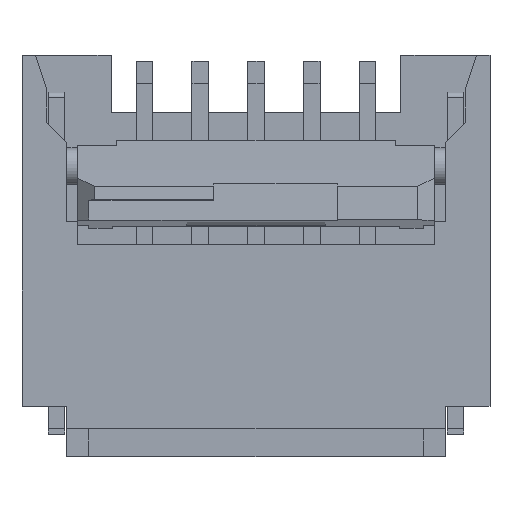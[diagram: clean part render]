
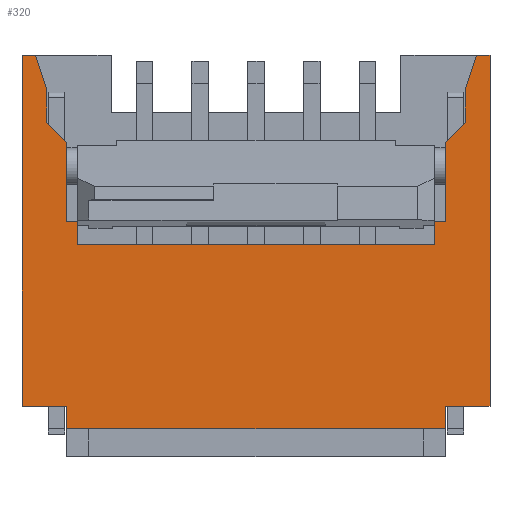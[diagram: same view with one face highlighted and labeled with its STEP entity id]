
A CAD part, top view. The second image highlights one B-rep face of the part: STEP entity #320.
In plain terms, the highlighted planar face has unit normal (0, 0, 1).
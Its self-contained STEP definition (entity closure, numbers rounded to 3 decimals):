
#320=ADVANCED_FACE('',(#904),#605,.T.);
#605=PLANE('',#6541);
#904=FACE_OUTER_BOUND('',#1215,.T.);
#1215=EDGE_LOOP('',(#2226,#2227,#2228,#2229,#2230,#2231,#2232,#2233,#2234,
#2235,#2236,#2237,#2238,#2239,#2240,#2241,#2242,#2243,#2244,#2245,#2246,
#2247));
#2226=ORIENTED_EDGE('',*,*,#4208,.F.);
#2227=ORIENTED_EDGE('',*,*,#4209,.F.);
#2228=ORIENTED_EDGE('',*,*,#4210,.F.);
#2229=ORIENTED_EDGE('',*,*,#4211,.F.);
#2230=ORIENTED_EDGE('',*,*,#4212,.F.);
#2231=ORIENTED_EDGE('',*,*,#4151,.F.);
#2232=ORIENTED_EDGE('',*,*,#4213,.T.);
#2233=ORIENTED_EDGE('',*,*,#3780,.T.);
#2234=ORIENTED_EDGE('',*,*,#3833,.T.);
#2235=ORIENTED_EDGE('',*,*,#4120,.T.);
#2236=ORIENTED_EDGE('',*,*,#4134,.F.);
#2237=ORIENTED_EDGE('',*,*,#4214,.F.);
#2238=ORIENTED_EDGE('',*,*,#4215,.F.);
#2239=ORIENTED_EDGE('',*,*,#4146,.F.);
#2240=ORIENTED_EDGE('',*,*,#4190,.F.);
#2241=ORIENTED_EDGE('',*,*,#4194,.F.);
#2242=ORIENTED_EDGE('',*,*,#4197,.F.);
#2243=ORIENTED_EDGE('',*,*,#4200,.F.);
#2244=ORIENTED_EDGE('',*,*,#4202,.F.);
#2245=ORIENTED_EDGE('',*,*,#4207,.T.);
#2246=ORIENTED_EDGE('',*,*,#4216,.F.);
#2247=ORIENTED_EDGE('',*,*,#4217,.T.);
#3181=VERTEX_POINT('',#8539);
#3182=VERTEX_POINT('',#8541);
#3221=VERTEX_POINT('',#8645);
#3419=VERTEX_POINT('',#9229);
#3425=VERTEX_POINT('',#9253);
#3435=VERTEX_POINT('',#9278);
#3436=VERTEX_POINT('',#9280);
#3439=VERTEX_POINT('',#9288);
#3440=VERTEX_POINT('',#9290);
#3468=VERTEX_POINT('',#9366);
#3470=VERTEX_POINT('',#9373);
#3472=VERTEX_POINT('',#9379);
#3474=VERTEX_POINT('',#9385);
#3476=VERTEX_POINT('',#9391);
#3479=VERTEX_POINT('',#9399);
#3480=VERTEX_POINT('',#9403);
#3481=VERTEX_POINT('',#9404);
#3482=VERTEX_POINT('',#9406);
#3483=VERTEX_POINT('',#9408);
#3484=VERTEX_POINT('',#9410);
#3485=VERTEX_POINT('',#9414);
#3486=VERTEX_POINT('',#9417);
#3780=EDGE_CURVE('',#3182,#3181,#4739,.T.);
#3833=EDGE_CURVE('',#3181,#3221,#4791,.T.);
#4120=EDGE_CURVE('',#3221,#3419,#5056,.T.);
#4134=EDGE_CURVE('',#3425,#3419,#5070,.T.);
#4146=EDGE_CURVE('',#3435,#3436,#5082,.T.);
#4151=EDGE_CURVE('',#3439,#3440,#5087,.T.);
#4190=EDGE_CURVE('',#3468,#3435,#5116,.T.);
#4194=EDGE_CURVE('',#3470,#3468,#5120,.T.);
#4197=EDGE_CURVE('',#3472,#3470,#5123,.T.);
#4200=EDGE_CURVE('',#3474,#3472,#5126,.T.);
#4202=EDGE_CURVE('',#3476,#3474,#5128,.T.);
#4207=EDGE_CURVE('',#3476,#3479,#5133,.T.);
#4208=EDGE_CURVE('',#3480,#3481,#5134,.T.);
#4209=EDGE_CURVE('',#3482,#3480,#5135,.T.);
#4210=EDGE_CURVE('',#3483,#3482,#5136,.T.);
#4211=EDGE_CURVE('',#3484,#3483,#5137,.T.);
#4212=EDGE_CURVE('',#3440,#3484,#5138,.T.);
#4213=EDGE_CURVE('',#3439,#3182,#5139,.T.);
#4214=EDGE_CURVE('',#3485,#3425,#5140,.T.);
#4215=EDGE_CURVE('',#3436,#3485,#5141,.T.);
#4216=EDGE_CURVE('',#3486,#3479,#5142,.T.);
#4217=EDGE_CURVE('',#3486,#3481,#5143,.T.);
#4739=LINE('',#8540,#5572);
#4791=LINE('',#8646,#5624);
#5056=LINE('',#9230,#5889);
#5070=LINE('',#9254,#5903);
#5082=LINE('',#9279,#5915);
#5087=LINE('',#9289,#5920);
#5116=LINE('',#9368,#5949);
#5120=LINE('',#9375,#5953);
#5123=LINE('',#9381,#5956);
#5126=LINE('',#9387,#5959);
#5128=LINE('',#9390,#5961);
#5133=LINE('',#9400,#5966);
#5134=LINE('',#9402,#5967);
#5135=LINE('',#9405,#5968);
#5136=LINE('',#9407,#5969);
#5137=LINE('',#9409,#5970);
#5138=LINE('',#9411,#5971);
#5139=LINE('',#9412,#5972);
#5140=LINE('',#9413,#5973);
#5141=LINE('',#9415,#5974);
#5142=LINE('',#9416,#5975);
#5143=LINE('',#9418,#5976);
#5572=VECTOR('',#6935,1.);
#5624=VECTOR('',#7015,1.);
#5889=VECTOR('',#7522,1.);
#5903=VECTOR('',#7544,1.);
#5915=VECTOR('',#7562,1.);
#5920=VECTOR('',#7569,1.);
#5949=VECTOR('',#7638,1.);
#5953=VECTOR('',#7644,1.);
#5956=VECTOR('',#7649,1.);
#5959=VECTOR('',#7654,1.);
#5961=VECTOR('',#7658,1.);
#5966=VECTOR('',#7665,1.);
#5967=VECTOR('',#7668,1.);
#5968=VECTOR('',#7669,1.);
#5969=VECTOR('',#7670,1.);
#5970=VECTOR('',#7671,1.);
#5971=VECTOR('',#7672,1.);
#5972=VECTOR('',#7673,1.);
#5973=VECTOR('',#7674,1.);
#5974=VECTOR('',#7675,1.);
#5975=VECTOR('',#7676,1.);
#5976=VECTOR('',#7677,1.);
#6541=AXIS2_PLACEMENT_3D('',#9419,#7678,#7679);
#6935=DIRECTION('',(1.,0.,0.));
#7015=DIRECTION('',(0.,-1.,0.));
#7522=DIRECTION('',(1.,0.,0.));
#7544=DIRECTION('',(0.,-1.,0.));
#7562=DIRECTION('',(1.,0.,0.));
#7569=DIRECTION('',(1.,0.,0.));
#7638=DIRECTION('',(0.316,0.949,0.));
#7644=DIRECTION('',(0.,1.,0.));
#7649=DIRECTION('',(0.707,0.707,0.));
#7654=DIRECTION('',(0.,1.,0.));
#7658=DIRECTION('',(1.,0.,0.));
#7665=DIRECTION('',(0.,-1.,0.));
#7668=DIRECTION('',(1.,0.,0.));
#7669=DIRECTION('',(0.,-1.,0.));
#7670=DIRECTION('',(0.707,-0.707,0.));
#7671=DIRECTION('',(0.,-1.,0.));
#7672=DIRECTION('',(0.316,-0.949,0.));
#7673=DIRECTION('',(0.,-1.,0.));
#7674=DIRECTION('',(-1.,0.,0.));
#7675=DIRECTION('',(0.,-1.,0.));
#7676=DIRECTION('',(1.,0.,0.));
#7677=DIRECTION('',(0.,1.,0.));
#7678=DIRECTION('',(0.,0.,1.));
#7679=DIRECTION('',(0.,-1.,0.));
#8539=CARTESIAN_POINT('',(0.4,-3.15,0.96));
#8540=CARTESIAN_POINT('',(0.,-3.15,0.96));
#8541=CARTESIAN_POINT('',(0.,-3.15,0.96));
#8645=CARTESIAN_POINT('',(0.4,-3.35,0.96));
#8646=CARTESIAN_POINT('',(0.4,-3.15,0.96));
#9229=CARTESIAN_POINT('',(3.8,-3.35,0.96));
#9230=CARTESIAN_POINT('',(0.4,-3.35,0.96));
#9253=CARTESIAN_POINT('',(3.8,-3.15,0.96));
#9254=CARTESIAN_POINT('',(3.8,-3.15,0.96));
#9278=CARTESIAN_POINT('',(4.08,0.,0.96));
#9279=CARTESIAN_POINT('',(4.08,0.,0.96));
#9280=CARTESIAN_POINT('',(4.2,0.,0.96));
#9288=CARTESIAN_POINT('',(0.,0.,0.96));
#9289=CARTESIAN_POINT('',(0.,0.,0.96));
#9290=CARTESIAN_POINT('',(0.12,0.,0.96));
#9366=CARTESIAN_POINT('',(3.98,-0.3,0.96));
#9368=CARTESIAN_POINT('',(3.98,-0.3,0.96));
#9373=CARTESIAN_POINT('',(3.98,-0.6,0.96));
#9375=CARTESIAN_POINT('',(3.98,-0.6,0.96));
#9379=CARTESIAN_POINT('',(3.8,-0.78,0.96));
#9381=CARTESIAN_POINT('',(3.8,-0.78,0.96));
#9385=CARTESIAN_POINT('',(3.8,-1.49,0.96));
#9387=CARTESIAN_POINT('',(3.8,-1.49,0.96));
#9390=CARTESIAN_POINT('',(3.7,-1.49,0.96));
#9391=CARTESIAN_POINT('',(3.7,-1.49,0.96));
#9399=CARTESIAN_POINT('',(3.7,-1.7,0.96));
#9400=CARTESIAN_POINT('',(3.7,-1.49,0.96));
#9402=CARTESIAN_POINT('',(0.4,-1.49,0.96));
#9403=CARTESIAN_POINT('',(0.4,-1.49,0.96));
#9404=CARTESIAN_POINT('',(0.5,-1.49,0.96));
#9405=CARTESIAN_POINT('',(0.4,-0.78,0.96));
#9406=CARTESIAN_POINT('',(0.4,-0.78,0.96));
#9407=CARTESIAN_POINT('',(0.22,-0.6,0.96));
#9408=CARTESIAN_POINT('',(0.22,-0.6,0.96));
#9409=CARTESIAN_POINT('',(0.22,-0.3,0.96));
#9410=CARTESIAN_POINT('',(0.22,-0.3,0.96));
#9411=CARTESIAN_POINT('',(0.12,0.,0.96));
#9412=CARTESIAN_POINT('',(0.,0.,0.96));
#9413=CARTESIAN_POINT('',(4.2,-3.15,0.96));
#9414=CARTESIAN_POINT('',(4.2,-3.15,0.96));
#9415=CARTESIAN_POINT('',(4.2,0.,0.96));
#9416=CARTESIAN_POINT('',(0.5,-1.7,0.96));
#9417=CARTESIAN_POINT('',(0.5,-1.7,0.96));
#9418=CARTESIAN_POINT('',(0.5,-1.7,0.96));
#9419=CARTESIAN_POINT('',(0.,0.,0.96));
